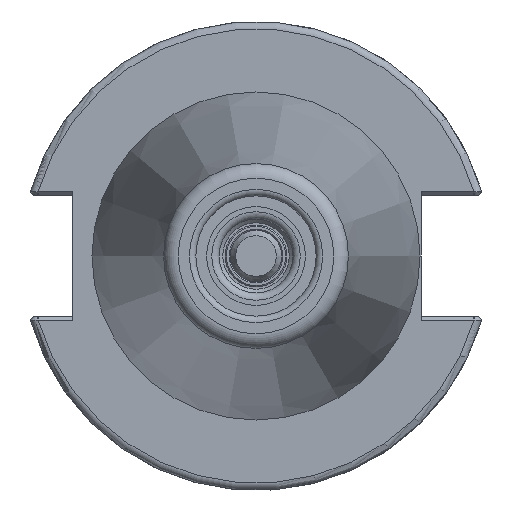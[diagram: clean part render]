
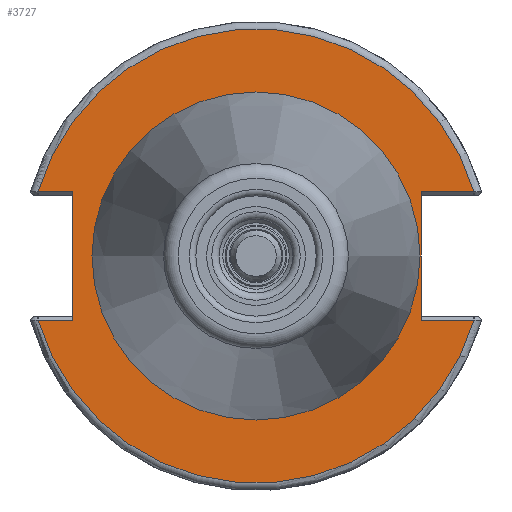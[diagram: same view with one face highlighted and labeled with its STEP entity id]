
A CAD part, left-side view. The second image highlights one B-rep face of the part: STEP entity #3727.
In plain terms, the highlighted planar face has unit normal (-1, 0, 0).
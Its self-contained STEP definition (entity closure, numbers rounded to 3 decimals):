
#132=FACE_BOUND('',#844,.T.);
#169=PLANE('',#3974);
#249=LINE('',#5982,#441);
#261=LINE('',#6127,#453);
#263=LINE('',#6187,#455);
#264=LINE('',#6191,#456);
#265=LINE('',#6193,#457);
#266=LINE('',#6194,#458);
#441=VECTOR('',#4527,10.);
#453=VECTOR('',#4551,10.);
#455=VECTOR('',#4569,10.);
#456=VECTOR('',#4572,10.);
#457=VECTOR('',#4573,10.);
#458=VECTOR('',#4574,10.);
#634=FACE_OUTER_BOUND('',#843,.T.);
#843=EDGE_LOOP('',(#2579,#2580,#2581,#2582,#2583,#2584,#2585,#2586));
#844=EDGE_LOOP('',(#2587,#2588));
#1077=CIRCLE('',#3973,30.775);
#1078=CIRCLE('',#3975,30.775);
#1079=CIRCLE('',#3976,22.225);
#1080=CIRCLE('',#3977,22.225);
#1481=VERTEX_POINT('',#5979);
#1482=VERTEX_POINT('',#5981);
#1498=VERTEX_POINT('',#6125);
#1503=VERTEX_POINT('',#6165);
#1505=VERTEX_POINT('',#6186);
#1506=VERTEX_POINT('',#6188);
#1507=VERTEX_POINT('',#6190);
#1508=VERTEX_POINT('',#6192);
#1509=VERTEX_POINT('',#6195);
#1510=VERTEX_POINT('',#6196);
#1909=EDGE_CURVE('',#1482,#1481,#249,.T.);
#1931=EDGE_CURVE('',#1482,#1498,#261,.T.);
#1939=EDGE_CURVE('',#1498,#1503,#1077,.T.);
#1942=EDGE_CURVE('',#1505,#1481,#263,.T.);
#1943=EDGE_CURVE('',#1506,#1505,#1078,.T.);
#1944=EDGE_CURVE('',#1507,#1506,#264,.T.);
#1945=EDGE_CURVE('',#1507,#1508,#265,.T.);
#1946=EDGE_CURVE('',#1503,#1508,#266,.T.);
#1947=EDGE_CURVE('',#1509,#1510,#1079,.T.);
#1948=EDGE_CURVE('',#1510,#1509,#1080,.T.);
#2579=ORIENTED_EDGE('',*,*,#1931,.F.);
#2580=ORIENTED_EDGE('',*,*,#1909,.T.);
#2581=ORIENTED_EDGE('',*,*,#1942,.F.);
#2582=ORIENTED_EDGE('',*,*,#1943,.F.);
#2583=ORIENTED_EDGE('',*,*,#1944,.F.);
#2584=ORIENTED_EDGE('',*,*,#1945,.T.);
#2585=ORIENTED_EDGE('',*,*,#1946,.F.);
#2586=ORIENTED_EDGE('',*,*,#1939,.F.);
#2587=ORIENTED_EDGE('',*,*,#1947,.T.);
#2588=ORIENTED_EDGE('',*,*,#1948,.T.);
#3727=ADVANCED_FACE('',(#634,#132),#169,.T.);
#3973=AXIS2_PLACEMENT_3D('',#6166,#4565,#4566);
#3974=AXIS2_PLACEMENT_3D('',#6185,#4567,#4568);
#3975=AXIS2_PLACEMENT_3D('',#6189,#4570,#4571);
#3976=AXIS2_PLACEMENT_3D('',#6197,#4575,#4576);
#3977=AXIS2_PLACEMENT_3D('',#6198,#4577,#4578);
#4527=DIRECTION('',(0.,0.,1.));
#4551=DIRECTION('',(0.,-1.,0.));
#4565=DIRECTION('center_axis',(1.,0.,0.));
#4566=DIRECTION('ref_axis',(0.,0.,-1.));
#4567=DIRECTION('center_axis',(-1.,0.,0.));
#4568=DIRECTION('ref_axis',(0.,0.,1.));
#4569=DIRECTION('',(0.,1.,0.));
#4570=DIRECTION('center_axis',(1.,0.,0.));
#4571=DIRECTION('ref_axis',(0.,0.,-1.));
#4572=DIRECTION('',(0.,1.,0.));
#4573=DIRECTION('',(0.,0.,-1.));
#4574=DIRECTION('',(0.,-1.,0.));
#4575=DIRECTION('center_axis',(1.,0.,0.));
#4576=DIRECTION('ref_axis',(0.,0.,-1.));
#4577=DIRECTION('center_axis',(1.,0.,0.));
#4578=DIRECTION('ref_axis',(0.,0.,-1.));
#5979=CARTESIAN_POINT('',(3.175,-22.41,8.69));
#5981=CARTESIAN_POINT('',(3.175,-22.41,-8.69));
#5982=CARTESIAN_POINT('',(3.175,-22.41,-4.095));
#6125=CARTESIAN_POINT('',(3.175,-29.523,-8.69));
#6127=CARTESIAN_POINT('',(3.175,-4.878,-8.69));
#6165=CARTESIAN_POINT('',(3.175,29.523,-8.69));
#6166=CARTESIAN_POINT('Origin',(3.175,0.,
0.));
#6185=CARTESIAN_POINT('Origin',(3.175,30.775,0.));
#6186=CARTESIAN_POINT('',(3.175,-29.523,8.69));
#6187=CARTESIAN_POINT('',(3.175,4.182,8.69));
#6188=CARTESIAN_POINT('',(3.175,29.523,8.69));
#6189=CARTESIAN_POINT('Origin',(3.175,0.,
0.));
#6190=CARTESIAN_POINT('',(3.175,24.8,8.69));
#6191=CARTESIAN_POINT('',(3.175,32.958,8.69));
#6192=CARTESIAN_POINT('',(3.175,24.8,-8.69));
#6193=CARTESIAN_POINT('',(3.175,24.8,4.095));
#6194=CARTESIAN_POINT('',(3.175,27.788,-8.69));
#6195=CARTESIAN_POINT('',(3.175,22.225,0.));
#6196=CARTESIAN_POINT('',(3.175,-22.225,0.));
#6197=CARTESIAN_POINT('Origin',(3.175,0.,
0.));
#6198=CARTESIAN_POINT('Origin',(3.175,0.,
0.));
